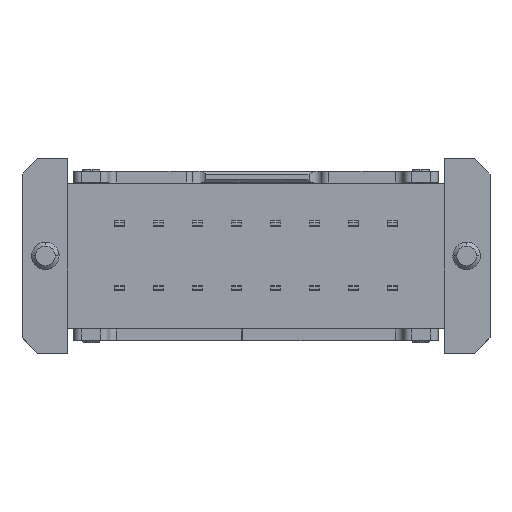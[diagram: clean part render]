
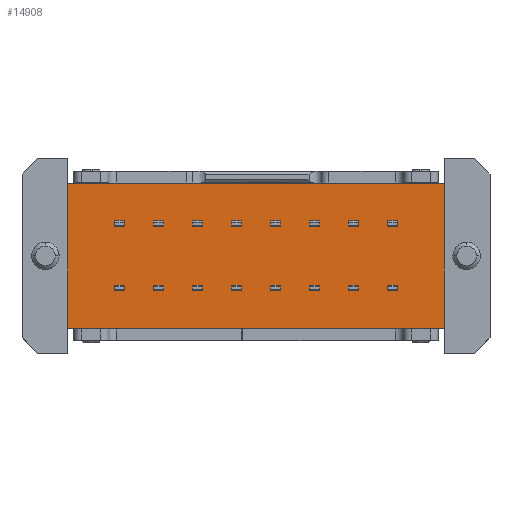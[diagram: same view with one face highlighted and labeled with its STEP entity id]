
A CAD part, top view. The second image highlights one B-rep face of the part: STEP entity #14908.
In plain terms, the highlighted free-form (B-spline) face has degree [1, 1] with [2, 2] control points.
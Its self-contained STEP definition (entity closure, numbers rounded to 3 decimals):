
#2066 = FACE_OUTER_BOUND ( 'NONE', #28055, .T. ) ;
#2768 = EDGE_CURVE ( 'NONE', #11938, #21578, #26640, .T. ) ;
#6610 = ORIENTED_EDGE ( 'NONE', *, *, #9490, .F. ) ;
#8832 = CARTESIAN_POINT ( 'NONE',  ( 12.325, 2.95, -6.525 ) ) ;
#9490 = EDGE_CURVE ( 'NONE', #16282, #21578, #9986, .T. ) ;
#9986 = B_SPLINE_CURVE_WITH_KNOTS ( 'NONE', 1,
 ( #22257, #8832 ),
 .UNSPECIFIED., .F., .F.,
 ( 2, 2 ),
 ( 0., 1. ),
 .UNSPECIFIED. ) ;
#11938 = VERTEX_POINT ( 'NONE', #28884 ) ;
#12794 = EDGE_CURVE ( 'NONE', #11938, #21777, #13339, .T. ) ;
#13339 = B_SPLINE_CURVE_WITH_KNOTS ( 'NONE', 1,
 ( #26533, #14917 ),
 .UNSPECIFIED., .F., .F.,
 ( 2, 2 ),
 ( 0., 1. ),
 .UNSPECIFIED. ) ;
#13591 = CARTESIAN_POINT ( 'NONE',  ( 12.325, -0.75, -6.525 ) ) ;
#14908 = ADVANCED_FACE ( 'NONE', ( #2066 ), #15375, .T. ) ;
#14917 = CARTESIAN_POINT ( 'NONE',  ( 2.675, -0.75, -6.525 ) ) ;
#15375 = B_SPLINE_SURFACE_WITH_KNOTS ( 'NONE', 1, 1, ( 
 ( #27543, #29656 ),
 ( #18362, #27390 ) ),
 .UNSPECIFIED., .F., .F., .F.,
 ( 2, 2 ),
 ( 2, 2 ),
 ( -5.018, 5.018 ),
 ( -1.924, 1.924 ),
 .UNSPECIFIED. ) ;
#16282 = VERTEX_POINT ( 'NONE', #17112 ) ;
#17033 = CARTESIAN_POINT ( 'NONE',  ( 2.675, -0.75, -6.525 ) ) ;
#17112 = CARTESIAN_POINT ( 'NONE',  ( 2.675, 2.95, -6.525 ) ) ;
#17235 = CARTESIAN_POINT ( 'NONE',  ( 2.675, -0.75, -6.525 ) ) ;
#18362 = CARTESIAN_POINT ( 'NONE',  ( 2.482, 3.024, -6.525 ) ) ;
#19389 = CARTESIAN_POINT ( 'NONE',  ( 2.675, 2.95, -6.525 ) ) ;
#20297 = CARTESIAN_POINT ( 'NONE',  ( 12.325, 2.95, -6.525 ) ) ;
#21578 = VERTEX_POINT ( 'NONE', #20297 ) ;
#21777 = VERTEX_POINT ( 'NONE', #17033 ) ;
#22257 = CARTESIAN_POINT ( 'NONE',  ( 2.675, 2.95, -6.525 ) ) ;
#22890 = CARTESIAN_POINT ( 'NONE',  ( 12.325, 2.95, -6.525 ) ) ;
#24222 = ORIENTED_EDGE ( 'NONE', *, *, #28998, .T. ) ;
#26533 = CARTESIAN_POINT ( 'NONE',  ( 12.325, -0.75, -6.525 ) ) ;
#26640 = B_SPLINE_CURVE_WITH_KNOTS ( 'NONE', 1,
 ( #13591, #22890 ),
 .UNSPECIFIED., .F., .F.,
 ( 2, 2 ),
 ( 0., 1. ),
 .UNSPECIFIED. ) ;
#26970 = ORIENTED_EDGE ( 'NONE', *, *, #12794, .F. ) ;
#27029 = ORIENTED_EDGE ( 'NONE', *, *, #2768, .T. ) ;
#27102 = B_SPLINE_CURVE_WITH_KNOTS ( 'NONE', 1,
 ( #19389, #17235 ),
 .UNSPECIFIED., .F., .F.,
 ( 2, 2 ),
 ( 0., 1. ),
 .UNSPECIFIED. ) ;
#27390 = CARTESIAN_POINT ( 'NONE',  ( 2.482, -0.824, -6.525 ) ) ;
#27543 = CARTESIAN_POINT ( 'NONE',  ( 12.518, 3.024, -6.525 ) ) ;
#28055 = EDGE_LOOP ( 'NONE', ( #27029, #6610, #24222, #26970 ) ) ;
#28884 = CARTESIAN_POINT ( 'NONE',  ( 12.325, -0.75, -6.525 ) ) ;
#28998 = EDGE_CURVE ( 'NONE', #16282, #21777, #27102, .T. ) ;
#29656 = CARTESIAN_POINT ( 'NONE',  ( 12.518, -0.824, -6.525 ) ) ;
